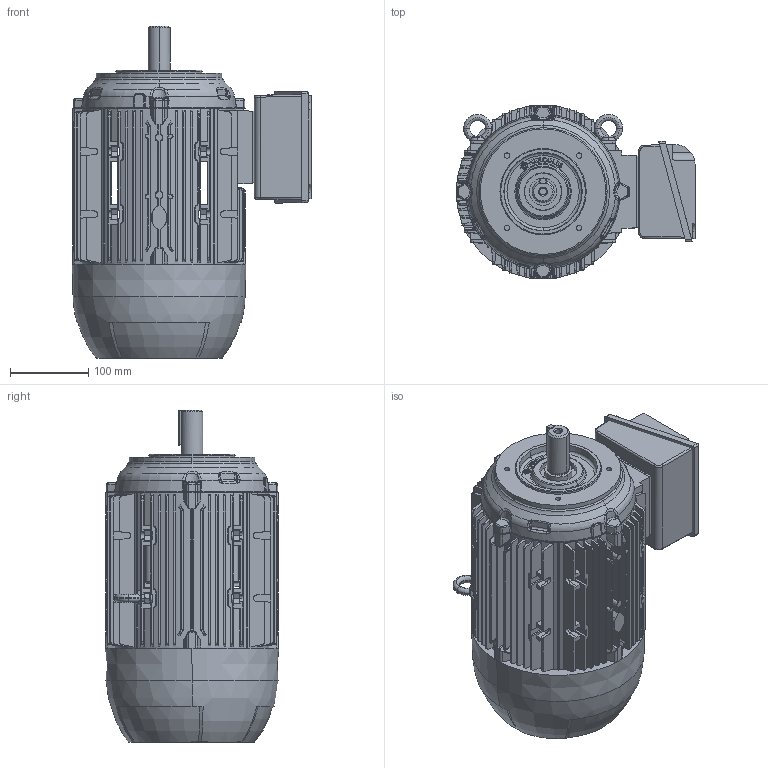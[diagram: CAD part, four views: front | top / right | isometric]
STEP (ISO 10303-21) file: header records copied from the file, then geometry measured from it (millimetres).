
FILE_DESCRIPTION (( 'STEP AP203' ), '1' );
FILE_NAME ('112L_SP_DI_LEFT.STEP', '2022-06-28T19:03:14', ( '' ), ( '' ), 'SwSTEP 2.0', 'SolidWorks 2020', '' );
FILE_SCHEMA (( 'CONFIG_CONTROL_DESIGN' ));
Products named in the file (1): 112L_SP_DI_LEFT
Bounding box: 305.45 x 221.52 x 423.2 mm (x, y, z)
Surface area: 687283.9 mm2 (no closed solid volume)
Topology: 0 solids, 11 shells, 1774 faces, 5296 edges, 3532 vertices
Faces by surface type: plane 964, cylinder 367, cone 208, bspline 147, torus 79, sphere 9
Entity records: 66642 total; most frequent: CARTESIAN_POINT 22952, ORIENTED_EDGE 9671, DIRECTION 7909, EDGE_CURVE 5293, VERTEX_POINT 3532, LINE 2863, VECTOR 2863, AXIS2_PLACEMENT_3D 2523
